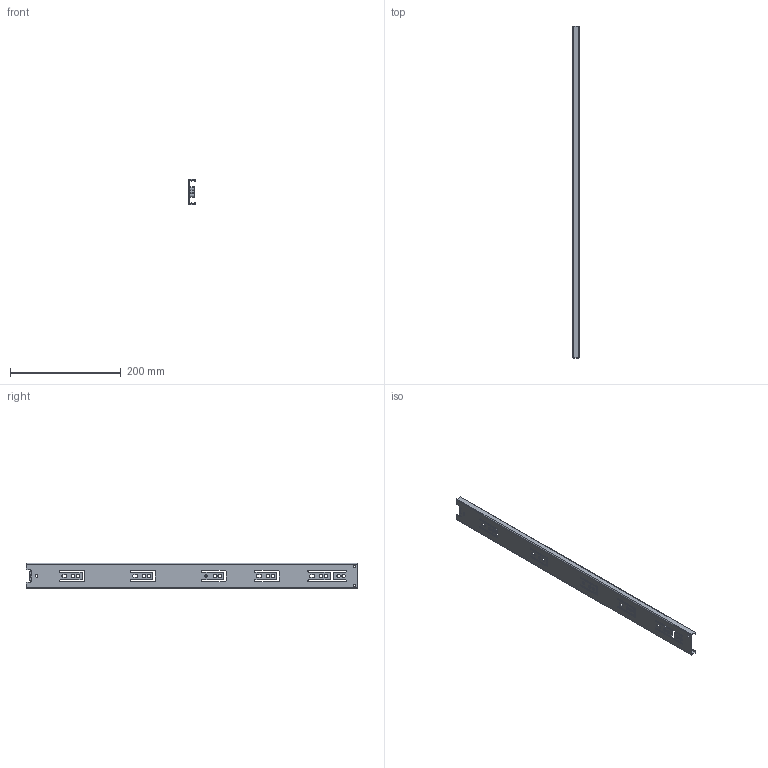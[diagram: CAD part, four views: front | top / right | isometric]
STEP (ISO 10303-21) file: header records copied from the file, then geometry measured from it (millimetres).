
FILE_DESCRIPTION(('CATIA V5 STEP Exchange'),'2;1');
FILE_NAME('slide 1.1.stp','2021-06-12T18:22:35+00:00',('none'),('none'),'CATIA Version 5 Release 21 GA (IN-10)','CATIA V5 STEP AP203','none');
FILE_SCHEMA(('CONFIG_CONTROL_DESIGN'));
Length unit declared in the file: millimetre
Products named in the file (1): 2021_06_12_15_06_33_0669
Bounding box: 11.8 x 600.25 x 45.72 mm (x, y, z)
Volume: 60867 mm3; surface area: 85358.8 mm2
Topology: 1 solids, 1 shells, 171 faces, 500 edges, 330 vertices
Faces by surface type: plane 93, cylinder 78
Entity records: 7744 total; most frequent: CARTESIAN_POINT 3310, ORIENTED_EDGE 1000, DIRECTION 720, EDGE_CURVE 500, VECTOR 340, LINE 340, VERTEX_POINT 330, EDGE_LOOP 222
